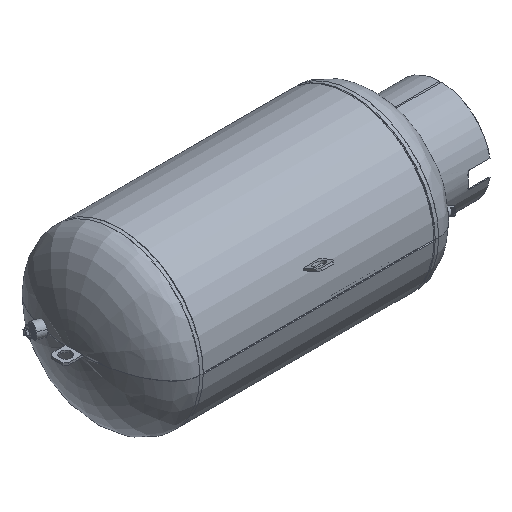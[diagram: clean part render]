
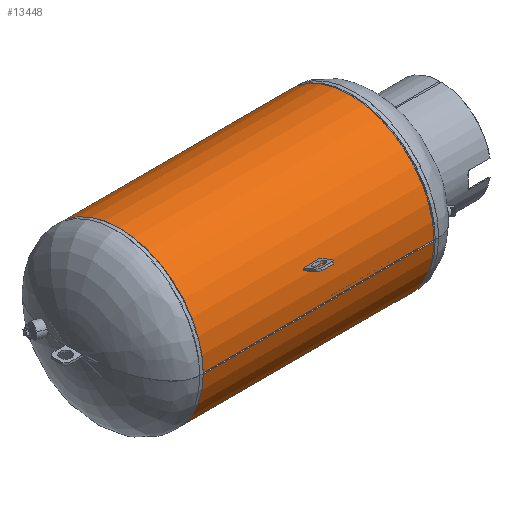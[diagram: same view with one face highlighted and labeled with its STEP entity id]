
A CAD part, isometric view. The second image highlights one B-rep face of the part: STEP entity #13448.
In plain terms, the highlighted cylindrical face has radius 381 mm (diameter 762 mm), a partial arc.
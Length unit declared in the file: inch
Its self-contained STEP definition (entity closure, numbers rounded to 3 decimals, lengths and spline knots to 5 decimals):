
#519 = EDGE_CURVE ( 'NONE', #5338, #4076, #3780, .T. ) ;
#1280 = CARTESIAN_POINT ( 'NONE',  ( 20.625, -0.125, 14.99948 ) ) ;
#1748 = EDGE_CURVE ( 'NONE', #22113, #22638, #4931, .T. ) ;
#2367 = EDGE_CURVE ( 'NONE', #22638, #4076, #24024, .T. ) ;
#2483 = ORIENTED_EDGE ( 'NONE', *, *, #1748, .F. ) ;
#2663 = DIRECTION ( 'NONE',  ( 0., 0., -1. ) ) ;
#3752 = CARTESIAN_POINT ( 'NONE',  ( 20.625, 0., 0. ) ) ;
#3780 = CIRCLE ( 'NONE', #17489, 15. ) ;
#4076 = VERTEX_POINT ( 'NONE', #8325 ) ;
#4636 = CARTESIAN_POINT ( 'NONE',  ( 20.625, 0., 0. ) ) ;
#4871 = FACE_OUTER_BOUND ( 'NONE', #9732, .T. ) ;
#4931 = CIRCLE ( 'NONE', #16274, 15. ) ;
#5160 = CARTESIAN_POINT ( 'NONE',  ( 20.625, 0.125, 14.99948 ) ) ;
#5338 = VERTEX_POINT ( 'NONE', #8762 ) ;
#5341 = DIRECTION ( 'NONE',  ( 1., 0., 0. ) ) ;
#5939 = DIRECTION ( 'NONE',  ( 1., 0., 0. ) ) ;
#7199 = CARTESIAN_POINT ( 'NONE',  ( 20.625, -0.125, 14.99948 ) ) ;
#7308 = ORIENTED_EDGE ( 'NONE', *, *, #9711, .T. ) ;
#8325 = CARTESIAN_POINT ( 'NONE',  ( -20.625, 0.125, 14.99948 ) ) ;
#8762 = CARTESIAN_POINT ( 'NONE',  ( -20.625, -0.125, 14.99948 ) ) ;
#9641 = VECTOR ( 'NONE', #21374, 39.37008 ) ;
#9711 = EDGE_CURVE ( 'NONE', #22113, #5338, #10575, .T. ) ;
#9732 = EDGE_LOOP ( 'NONE', ( #12508, #18361, #2483, #7308 ) ) ;
#10575 = LINE ( 'NONE', #1280, #9641 ) ;
#10839 = CARTESIAN_POINT ( 'NONE',  ( 20.625, 0.125, 14.99948 ) ) ;
#11830 = CARTESIAN_POINT ( 'NONE',  ( -20.625, 0., 0. ) ) ;
#11989 = AXIS2_PLACEMENT_3D ( 'NONE', #4636, #17880, #19953 ) ;
#12471 = CYLINDRICAL_SURFACE ( 'NONE', #11989, 15. ) ;
#12508 = ORIENTED_EDGE ( 'NONE', *, *, #519, .T. ) ;
#12641 = DIRECTION ( 'NONE',  ( -1., 0., 0. ) ) ;
#13448 = ADVANCED_FACE ( 'NONE', ( #4871 ), #12471, .T. ) ;
#16274 = AXIS2_PLACEMENT_3D ( 'NONE', #3752, #5341, #22614 ) ;
#17489 = AXIS2_PLACEMENT_3D ( 'NONE', #11830, #5939, #2663 ) ;
#17880 = DIRECTION ( 'NONE',  ( -1., 0., 0. ) ) ;
#18361 = ORIENTED_EDGE ( 'NONE', *, *, #2367, .F. ) ;
#19953 = DIRECTION ( 'NONE',  ( 0., 0., 1. ) ) ;
#21374 = DIRECTION ( 'NONE',  ( -1., 0., 0. ) ) ;
#22113 = VERTEX_POINT ( 'NONE', #7199 ) ;
#22614 = DIRECTION ( 'NONE',  ( 0., 0., -1. ) ) ;
#22638 = VERTEX_POINT ( 'NONE', #10839 ) ;
#22877 = VECTOR ( 'NONE', #12641, 39.37008 ) ;
#24024 = LINE ( 'NONE', #5160, #22877 ) ;
